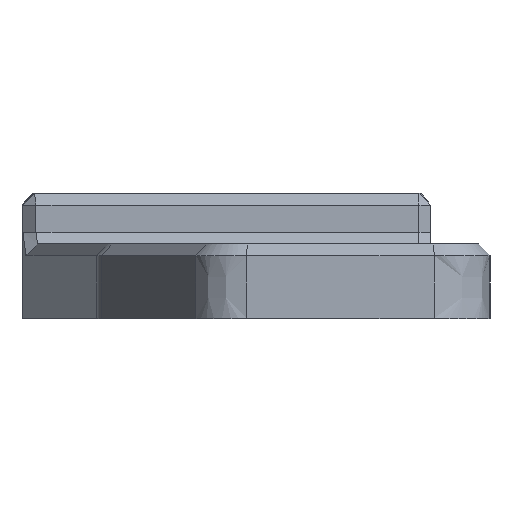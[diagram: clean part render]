
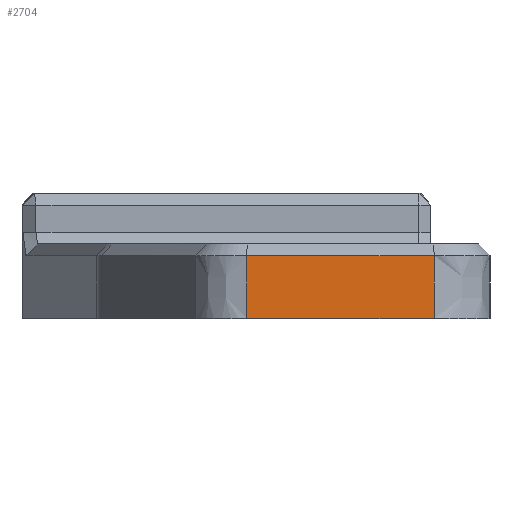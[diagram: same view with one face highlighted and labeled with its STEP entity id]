
A CAD part, left-side view. The second image highlights one B-rep face of the part: STEP entity #2704.
In plain terms, the highlighted face is a extrusion surface.
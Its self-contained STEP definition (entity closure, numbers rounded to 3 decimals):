
#317 = VERTEX_POINT('',#318);
#318 = CARTESIAN_POINT('',(-6.199,1.001,0.));
#325 = EDGE_CURVE('',#326,#317,#328,.T.);
#326 = VERTEX_POINT('',#327);
#327 = CARTESIAN_POINT('',(-6.199,25.108,0.));
#328 = B_SPLINE_CURVE_WITH_KNOTS('',1,(#329,#330),.UNSPECIFIED.,.F.,.F.,
  (2,2),(0.,24.107),.PIECEWISE_BEZIER_KNOTS.);
#329 = CARTESIAN_POINT('',(-6.199,25.108,0.));
#330 = CARTESIAN_POINT('',(-6.199,1.001,0.));
#2598 = EDGE_CURVE('',#326,#2599,#2601,.T.);
#2599 = VERTEX_POINT('',#2600);
#2600 = CARTESIAN_POINT('',(-6.199,25.108,8.1));
#2601 = LINE('',#2602,#2603);
#2602 = CARTESIAN_POINT('',(-6.199,25.108,0.));
#2603 = VECTOR('',#2604,1.);
#2604 = DIRECTION('',(0.,0.,1.));
#2704 = ADVANCED_FACE('',(#2705),#2730,.F.);
#2705 = FACE_BOUND('',#2706,.F.);
#2706 = EDGE_LOOP('',(#2707,#2715,#2716,#2717));
#2707 = ORIENTED_EDGE('',*,*,#2708,.F.);
#2708 = EDGE_CURVE('',#317,#2709,#2711,.T.);
#2709 = VERTEX_POINT('',#2710);
#2710 = CARTESIAN_POINT('',(-6.199,1.001,8.1));
#2711 = LINE('',#2712,#2713);
#2712 = CARTESIAN_POINT('',(-6.199,1.001,0.));
#2713 = VECTOR('',#2714,1.);
#2714 = DIRECTION('',(0.,0.,1.));
#2715 = ORIENTED_EDGE('',*,*,#325,.F.);
#2716 = ORIENTED_EDGE('',*,*,#2598,.T.);
#2717 = ORIENTED_EDGE('',*,*,#2718,.F.);
#2718 = EDGE_CURVE('',#2709,#2599,#2719,.T.);
#2719 = B_SPLINE_CURVE_WITH_KNOTS('',9,(#2720,#2721,#2722,#2723,#2724,
    #2725,#2726,#2727,#2728,#2729),.UNSPECIFIED.,.F.,.F.,(10,10),(
    67.767,91.875),.PIECEWISE_BEZIER_KNOTS.);
#2720 = CARTESIAN_POINT('',(-6.199,1.001,8.1));
#2721 = CARTESIAN_POINT('',(-6.199,3.681,8.1));
#2722 = CARTESIAN_POINT('',(-6.199,6.355,8.103));
#2723 = CARTESIAN_POINT('',(-6.199,9.038,
    8.098));
#2724 = CARTESIAN_POINT('',(-6.199,11.714,
    8.101));
#2725 = CARTESIAN_POINT('',(-6.199,14.396,
    8.102));
#2726 = CARTESIAN_POINT('',(-6.199,17.07,
    8.096));
#2727 = CARTESIAN_POINT('',(-6.199,19.754,8.104));
#2728 = CARTESIAN_POINT('',(-6.199,22.428,8.1));
#2729 = CARTESIAN_POINT('',(-6.199,25.108,8.1));
#2730 = SURFACE_OF_LINEAR_EXTRUSION('',#2731,#2734);
#2731 = B_SPLINE_CURVE_WITH_KNOTS('',1,(#2732,#2733),.UNSPECIFIED.,.F.,
  .F.,(2,2),(0.,24.107),.PIECEWISE_BEZIER_KNOTS.);
#2732 = CARTESIAN_POINT('',(-6.199,25.108,0.));
#2733 = CARTESIAN_POINT('',(-6.199,1.001,0.));
#2734 = VECTOR('',#2735,1.);
#2735 = DIRECTION('',(-0.,-0.,-1.));
